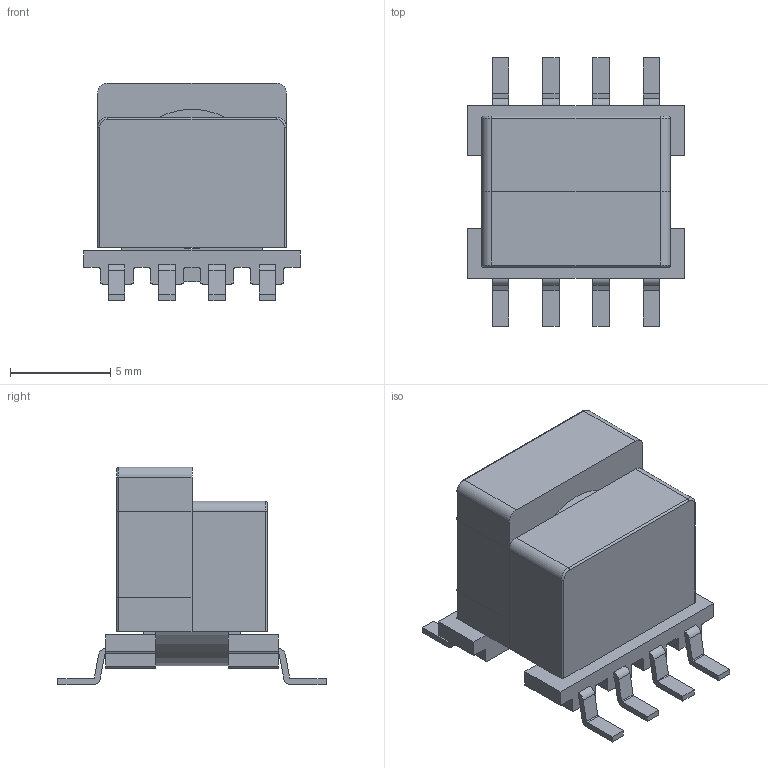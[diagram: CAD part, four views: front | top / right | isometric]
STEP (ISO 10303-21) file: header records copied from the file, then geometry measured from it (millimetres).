
FILE_DESCRIPTION( ( 'Unknown' ), '1' );
FILE_NAME( 'EP7'750370047.stp', 'Unknown', ( 'Unknown' ), ( 'Unknown' ), 'XStep 1.0', 'Unknown', ' ' );
FILE_SCHEMA( ( 'automotive_design' ) );
Length unit declared in the file: millimetre
Products named in the file (3): Assem1; Gehäuse; Kern
Bounding box: 10.8 x 13.35 x 10.84 mm (x, y, z)
Volume: 902.9 mm3; surface area: 1747.6 mm2
Topology: 5 solids, 5 shells, 415 faces, 1140 edges, 751 vertices
Faces by surface type: plane 246, cylinder 163, torus 6
Full cylindrical faces by diameter (mm): 3.4 x3, 3.5 x2, 6.78 x2
Entity records: 6510 total; most frequent: CARTESIAN_POINT 1121, DIRECTION 1096, ORIENTED_EDGE 1080, EDGE_CURVE 540, LINE 382, VECTOR 382, VERTEX_POINT 358, AXIS2_PLACEMENT_3D 357
